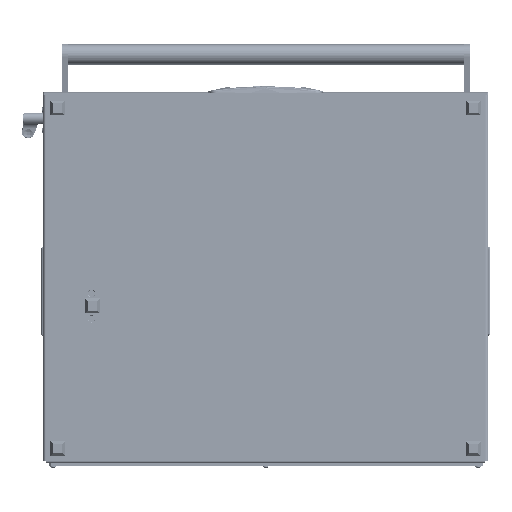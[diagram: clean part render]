
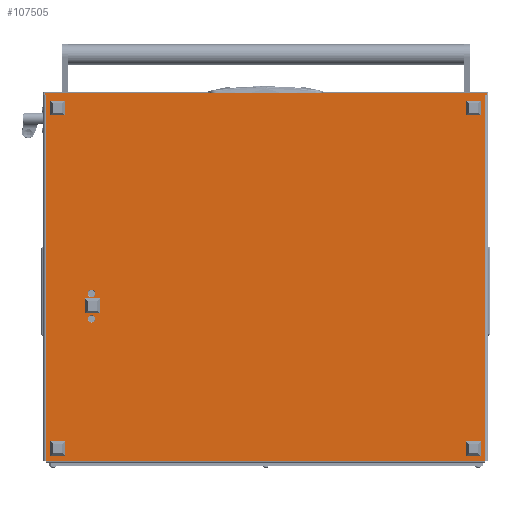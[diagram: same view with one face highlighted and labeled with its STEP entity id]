
A CAD part, front view. The second image highlights one B-rep face of the part: STEP entity #107505.
In plain terms, the highlighted face is planar.
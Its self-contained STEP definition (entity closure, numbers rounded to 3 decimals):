
#1055 = ORIENTED_EDGE ( 'NONE', *, *, #21749, .F. ) ;
#1456 = CIRCLE ( 'NONE', #67253, 5.2 ) ;
#1795 = DIRECTION ( 'NONE',  ( 1., 0., 0. ) ) ;
#3512 = VERTEX_POINT ( 'NONE', #199680 ) ;
#3792 = FACE_OUTER_BOUND ( 'NONE', #123352, .T. ) ;
#5821 = EDGE_CURVE ( 'NONE', #3512, #93213, #175876, .T. ) ;
#6016 = VECTOR ( 'NONE', #176276, 1000. ) ;
#9349 = CARTESIAN_POINT ( 'NONE',  ( 506., 608., 0. ) ) ;
#10477 = CARTESIAN_POINT ( 'NONE',  ( 0., -4., 0. ) ) ;
#12670 = VERTEX_POINT ( 'NONE', #15159 ) ;
#14544 = EDGE_CURVE ( 'NONE', #58876, #121743, #141290, .T. ) ;
#15159 = CARTESIAN_POINT ( 'NONE',  ( 315.2, 545., 0. ) ) ;
#17196 = CARTESIAN_POINT ( 'NONE',  ( -2., -2., 0. ) ) ;
#21540 = LINE ( 'NONE', #41935, #48193 ) ;
#21749 = EDGE_CURVE ( 'NONE', #12670, #46646, #1456, .T. ) ;
#22191 = VERTEX_POINT ( 'NONE', #9349 ) ;
#24719 = DIRECTION ( 'NONE',  ( 0., 1., 0. ) ) ;
#25822 = DIRECTION ( 'NONE',  ( 0., 0., -1. ) ) ;
#26074 = ORIENTED_EDGE ( 'NONE', *, *, #140016, .F. ) ;
#26676 = CARTESIAN_POINT ( 'NONE',  ( 275., 545., 0. ) ) ;
#27017 = VECTOR ( 'NONE', #1795, 1000. ) ;
#30875 = EDGE_LOOP ( 'NONE', ( #133750, #1055 ) ) ;
#33259 = CARTESIAN_POINT ( 'NONE',  ( 0., -2., 0. ) ) ;
#36741 = LINE ( 'NONE', #146392, #77889 ) ;
#39120 = DIRECTION ( 'NONE',  ( 0., 0., -1. ) ) ;
#40419 = EDGE_CURVE ( 'NONE', #89675, #191529, #182026, .T. ) ;
#41935 = CARTESIAN_POINT ( 'NONE',  ( 506., 608., 0. ) ) ;
#46646 = VERTEX_POINT ( 'NONE', #161808 ) ;
#48193 = VECTOR ( 'NONE', #161929, 1000. ) ;
#48529 = CARTESIAN_POINT ( 'NONE',  ( 506., 0., 0. ) ) ;
#49525 = EDGE_LOOP ( 'NONE', ( #26074, #105296 ) ) ;
#51938 = CARTESIAN_POINT ( 'NONE',  ( 0., 608., 0. ) ) ;
#52660 = DIRECTION ( 'NONE',  ( 0., 0., -1. ) ) ;
#52807 = DIRECTION ( 'NONE',  ( 1., 0., 0. ) ) ;
#52878 = ORIENTED_EDGE ( 'NONE', *, *, #67669, .T. ) ;
#58876 = VERTEX_POINT ( 'NONE', #74599 ) ;
#62182 = AXIS2_PLACEMENT_3D ( 'NONE', #84498, #52660, #130662 ) ;
#63290 = ORIENTED_EDGE ( 'NONE', *, *, #71756, .F. ) ;
#67253 = AXIS2_PLACEMENT_3D ( 'NONE', #118699, #25822, #88762 ) ;
#67669 = EDGE_CURVE ( 'NONE', #191529, #84907, #155672, .T. ) ;
#68503 = EDGE_CURVE ( 'NONE', #22191, #184067, #21540, .T. ) ;
#70242 = AXIS2_PLACEMENT_3D ( 'NONE', #190309, #39120, #148253 ) ;
#71756 = EDGE_CURVE ( 'NONE', #22191, #3512, #75932, .T. ) ;
#72242 = EDGE_CURVE ( 'NONE', #118265, #184067, #36741, .T. ) ;
#73895 = AXIS2_PLACEMENT_3D ( 'NONE', #26676, #193456, #150119 ) ;
#74599 = CARTESIAN_POINT ( 'NONE',  ( 280.2, 545., 0. ) ) ;
#75932 = LINE ( 'NONE', #51938, #194871 ) ;
#77889 = VECTOR ( 'NONE', #52807, 1000. ) ;
#80308 = VECTOR ( 'NONE', #138561, 1000. ) ;
#80577 = ORIENTED_EDGE ( 'NONE', *, *, #5821, .F. ) ;
#84498 = CARTESIAN_POINT ( 'NONE',  ( 310., 545., 0. ) ) ;
#84907 = VERTEX_POINT ( 'NONE', #164993 ) ;
#88762 = DIRECTION ( 'NONE',  ( -1., 0., 0. ) ) ;
#89675 = VERTEX_POINT ( 'NONE', #33259 ) ;
#91448 = DIRECTION ( 'NONE',  ( -1., 0., 0. ) ) ;
#93213 = VERTEX_POINT ( 'NONE', #155784 ) ;
#97781 = CIRCLE ( 'NONE', #73895, 5.2 ) ;
#98669 = DIRECTION ( 'NONE',  ( -1., 0., 0. ) ) ;
#99410 = PLANE ( 'NONE',  #70242 ) ;
#105296 = ORIENTED_EDGE ( 'NONE', *, *, #14544, .F. ) ;
#106236 = EDGE_CURVE ( 'NONE', #46646, #12670, #107089, .T. ) ;
#107089 = CIRCLE ( 'NONE', #62182, 5.2 ) ;
#107505 = ADVANCED_FACE ( 'NONE', ( #180895, #151918, #3792 ), #99410, .T. ) ;
#110556 = VECTOR ( 'NONE', #24719, 1000. ) ;
#114386 = LINE ( 'NONE', #124609, #27017 ) ;
#114872 = DIRECTION ( 'NONE',  ( -1., 0., 0. ) ) ;
#118265 = VERTEX_POINT ( 'NONE', #139177 ) ;
#118699 = CARTESIAN_POINT ( 'NONE',  ( 310., 545., 0. ) ) ;
#120378 = ORIENTED_EDGE ( 'NONE', *, *, #72242, .F. ) ;
#121743 = VERTEX_POINT ( 'NONE', #198372 ) ;
#122523 = ORIENTED_EDGE ( 'NONE', *, *, #188154, .F. ) ;
#123352 = EDGE_LOOP ( 'NONE', ( #122523, #147277, #52878, #137600, #80577, #63290, #167107, #120378 ) ) ;
#124609 = CARTESIAN_POINT ( 'NONE',  ( 0., 610., 0. ) ) ;
#130662 = DIRECTION ( 'NONE',  ( -1., 0., 0. ) ) ;
#133750 = ORIENTED_EDGE ( 'NONE', *, *, #106236, .F. ) ;
#137600 = ORIENTED_EDGE ( 'NONE', *, *, #140608, .T. ) ;
#138324 = DIRECTION ( 'NONE',  ( 0., 0., -1. ) ) ;
#138561 = DIRECTION ( 'NONE',  ( 0., 1., 0. ) ) ;
#139177 = CARTESIAN_POINT ( 'NONE',  ( 0., 0., 0. ) ) ;
#139615 = CARTESIAN_POINT ( 'NONE',  ( 275., 545., 0. ) ) ;
#140016 = EDGE_CURVE ( 'NONE', #121743, #58876, #97781, .T. ) ;
#140608 = EDGE_CURVE ( 'NONE', #84907, #93213, #114386, .T. ) ;
#141290 = CIRCLE ( 'NONE', #178974, 5.2 ) ;
#142101 = LINE ( 'NONE', #10477, #110556 ) ;
#146051 = CARTESIAN_POINT ( 'NONE',  ( 0., -2., 0. ) ) ;
#146392 = CARTESIAN_POINT ( 'NONE',  ( 0., 0., 0. ) ) ;
#147277 = ORIENTED_EDGE ( 'NONE', *, *, #40419, .T. ) ;
#148253 = DIRECTION ( 'NONE',  ( -1., 0., 0. ) ) ;
#150119 = DIRECTION ( 'NONE',  ( -1., 0., 0. ) ) ;
#151918 = FACE_BOUND ( 'NONE', #30875, .T. ) ;
#155672 = LINE ( 'NONE', #184638, #80308 ) ;
#155784 = CARTESIAN_POINT ( 'NONE',  ( 0., 610., 0. ) ) ;
#161808 = CARTESIAN_POINT ( 'NONE',  ( 304.8, 545., 0. ) ) ;
#161929 = DIRECTION ( 'NONE',  ( 0., -1., 0. ) ) ;
#164993 = CARTESIAN_POINT ( 'NONE',  ( -2., 610., 0. ) ) ;
#167107 = ORIENTED_EDGE ( 'NONE', *, *, #68503, .T. ) ;
#174935 = CARTESIAN_POINT ( 'NONE',  ( 0., -4., 0. ) ) ;
#175876 = LINE ( 'NONE', #174935, #6016 ) ;
#176276 = DIRECTION ( 'NONE',  ( 0., 1., 0. ) ) ;
#176942 = VECTOR ( 'NONE', #114872, 1000. ) ;
#178974 = AXIS2_PLACEMENT_3D ( 'NONE', #139615, #138324, #91448 ) ;
#180895 = FACE_BOUND ( 'NONE', #49525, .T. ) ;
#182026 = LINE ( 'NONE', #146051, #176942 ) ;
#184067 = VERTEX_POINT ( 'NONE', #48529 ) ;
#184638 = CARTESIAN_POINT ( 'NONE',  ( -2., -4., 0. ) ) ;
#188154 = EDGE_CURVE ( 'NONE', #89675, #118265, #142101, .T. ) ;
#190309 = CARTESIAN_POINT ( 'NONE',  ( 0., 608., 0. ) ) ;
#191529 = VERTEX_POINT ( 'NONE', #17196 ) ;
#193456 = DIRECTION ( 'NONE',  ( 0., 0., -1. ) ) ;
#194871 = VECTOR ( 'NONE', #98669, 1000. ) ;
#198372 = CARTESIAN_POINT ( 'NONE',  ( 269.8, 545., 0. ) ) ;
#199680 = CARTESIAN_POINT ( 'NONE',  ( 0., 608., 0. ) ) ;
